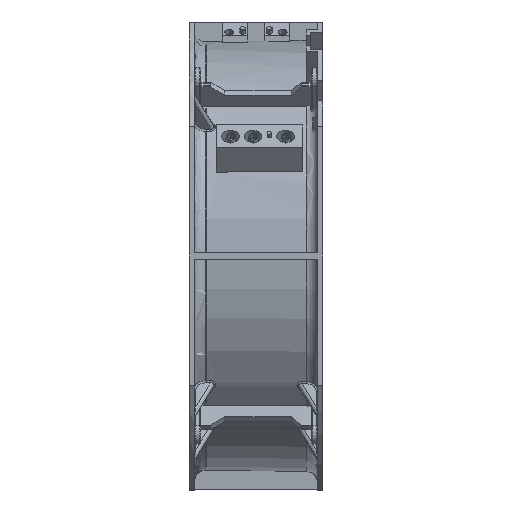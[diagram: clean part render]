
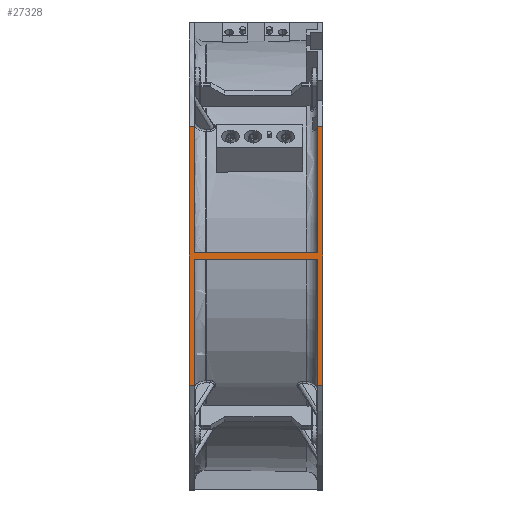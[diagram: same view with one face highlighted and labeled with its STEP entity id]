
A CAD part, left-side view. The second image highlights one B-rep face of the part: STEP entity #27328.
In plain terms, the highlighted planar face has unit normal (-1, 0, 0).
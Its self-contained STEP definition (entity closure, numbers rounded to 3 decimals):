
#392 = EDGE_CURVE ( 'NONE', #21335, #24664, #31663, .T. ) ;
#1305 = VERTEX_POINT ( 'NONE', #21165 ) ;
#2227 = DIRECTION ( 'NONE',  ( 0., 0., 1. ) ) ;
#2648 = CARTESIAN_POINT ( 'NONE',  ( -184.777, -45.762, -2. ) ) ;
#3483 = CARTESIAN_POINT ( 'NONE',  ( -184.777, 31.238, -2. ) ) ;
#3728 = VECTOR ( 'NONE', #27918, 1000. ) ;
#4657 = EDGE_CURVE ( 'NONE', #33019, #19508, #42628, .T. ) ;
#5895 = CARTESIAN_POINT ( 'NONE',  ( -184.777, -42.762, -77.46 ) ) ;
#6016 = VECTOR ( 'NONE', #13514, 1000. ) ;
#6760 = ORIENTED_EDGE ( 'NONE', *, *, #46655, .T. ) ;
#8756 = VECTOR ( 'NONE', #26402, 1000. ) ;
#9710 = EDGE_CURVE ( 'NONE', #47104, #34874, #13668, .T. ) ;
#9736 = LINE ( 'NONE', #17139, #12980 ) ;
#10279 = DIRECTION ( 'NONE',  ( 0., 0., 1. ) ) ;
#12604 = DIRECTION ( 'NONE',  ( 0., 0., 1. ) ) ;
#12629 = EDGE_CURVE ( 'NONE', #34615, #36281, #38305, .T. ) ;
#12764 = ORIENTED_EDGE ( 'NONE', *, *, #9710, .T. ) ;
#12980 = VECTOR ( 'NONE', #46382, 1000. ) ;
#13514 = DIRECTION ( 'NONE',  ( 0., -1., 0. ) ) ;
#13668 = LINE ( 'NONE', #31088, #43021 ) ;
#13895 = VECTOR ( 'NONE', #34984, 1000. ) ;
#14063 = CARTESIAN_POINT ( 'NONE',  ( -184.777, -45.762, -77.46 ) ) ;
#14200 = LINE ( 'NONE', #24091, #3728 ) ;
#15474 = EDGE_CURVE ( 'NONE', #34874, #24664, #14200, .T. ) ;
#16162 = AXIS2_PLACEMENT_3D ( 'NONE', #21936, #34717, #25952 ) ;
#16510 = CARTESIAN_POINT ( 'NONE',  ( -184.777, -45.762, 77.46 ) ) ;
#16581 = VERTEX_POINT ( 'NONE', #3483 ) ;
#16728 = VECTOR ( 'NONE', #36064, 1000. ) ;
#17010 = CARTESIAN_POINT ( 'NONE',  ( -184.777, -45.762, -77.46 ) ) ;
#17139 = CARTESIAN_POINT ( 'NONE',  ( -184.777, 31.238, -2. ) ) ;
#17221 = ORIENTED_EDGE ( 'NONE', *, *, #12629, .F. ) ;
#17902 = VECTOR ( 'NONE', #10279, 1000. ) ;
#18413 = LINE ( 'NONE', #44312, #35410 ) ;
#19054 = VECTOR ( 'NONE', #46917, 1000. ) ;
#19508 = VERTEX_POINT ( 'NONE', #27112 ) ;
#20004 = EDGE_CURVE ( 'NONE', #21335, #21928, #42725, .T. ) ;
#20044 = ORIENTED_EDGE ( 'NONE', *, *, #20004, .T. ) ;
#21165 = CARTESIAN_POINT ( 'NONE',  ( -184.777, -42.762, 2. ) ) ;
#21335 = VERTEX_POINT ( 'NONE', #42566 ) ;
#21928 = VERTEX_POINT ( 'NONE', #48586 ) ;
#21936 = CARTESIAN_POINT ( 'NONE',  ( -184.777, -45.762, -77.46 ) ) ;
#22828 = ORIENTED_EDGE ( 'NONE', *, *, #15474, .T. ) ;
#23230 = EDGE_LOOP ( 'NONE', ( #22828, #43553, #20044, #23581, #6760, #17221, #52010, #51071, #26461, #34071, #28407, #12764 ) ) ;
#23581 = ORIENTED_EDGE ( 'NONE', *, *, #49301, .F. ) ;
#24091 = CARTESIAN_POINT ( 'NONE',  ( -184.777, -45.762, 77.46 ) ) ;
#24664 = VERTEX_POINT ( 'NONE', #32736 ) ;
#25223 = LINE ( 'NONE', #2648, #16728 ) ;
#25952 = DIRECTION ( 'NONE',  ( 0., 0., 1. ) ) ;
#26402 = DIRECTION ( 'NONE',  ( 0., -1., 0. ) ) ;
#26461 = ORIENTED_EDGE ( 'NONE', *, *, #4657, .T. ) ;
#27112 = CARTESIAN_POINT ( 'NONE',  ( -184.777, -42.762, 77.46 ) ) ;
#27328 = ADVANCED_FACE ( 'NONE', ( #45780 ), #29975, .T. ) ;
#27918 = DIRECTION ( 'NONE',  ( 0., 1., 0. ) ) ;
#28407 = ORIENTED_EDGE ( 'NONE', *, *, #33440, .T. ) ;
#29975 = PLANE ( 'NONE',  #16162 ) ;
#30617 = CARTESIAN_POINT ( 'NONE',  ( -184.777, -45.762, -77.46 ) ) ;
#30673 = LINE ( 'NONE', #17010, #48965 ) ;
#30930 = CARTESIAN_POINT ( 'NONE',  ( -184.777, 31.238, 77.46 ) ) ;
#31088 = CARTESIAN_POINT ( 'NONE',  ( -184.777, 31.238, -77.46 ) ) ;
#31663 = LINE ( 'NONE', #52418, #17902 ) ;
#32736 = CARTESIAN_POINT ( 'NONE',  ( -184.777, 34.238, 77.46 ) ) ;
#33019 = VERTEX_POINT ( 'NONE', #16510 ) ;
#33440 = EDGE_CURVE ( 'NONE', #1305, #47104, #47842, .T. ) ;
#33764 = VECTOR ( 'NONE', #12604, 1000. ) ;
#33845 = EDGE_CURVE ( 'NONE', #19508, #1305, #18413, .T. ) ;
#34071 = ORIENTED_EDGE ( 'NONE', *, *, #33845, .T. ) ;
#34308 = CARTESIAN_POINT ( 'NONE',  ( -184.777, -45.762, 2. ) ) ;
#34615 = VERTEX_POINT ( 'NONE', #5895 ) ;
#34717 = DIRECTION ( 'NONE',  ( -1., 0., 0. ) ) ;
#34745 = CARTESIAN_POINT ( 'NONE',  ( -184.777, 31.238, 2. ) ) ;
#34874 = VERTEX_POINT ( 'NONE', #30930 ) ;
#34984 = DIRECTION ( 'NONE',  ( 0., 1., 0. ) ) ;
#35370 = LINE ( 'NONE', #14063, #6016 ) ;
#35410 = VECTOR ( 'NONE', #40836, 1000. ) ;
#36064 = DIRECTION ( 'NONE',  ( 0., -1., 0. ) ) ;
#36281 = VERTEX_POINT ( 'NONE', #53787 ) ;
#36968 = EDGE_CURVE ( 'NONE', #34615, #47349, #35370, .T. ) ;
#38305 = LINE ( 'NONE', #40150, #33764 ) ;
#39689 = CARTESIAN_POINT ( 'NONE',  ( -184.777, -45.762, 77.46 ) ) ;
#40150 = CARTESIAN_POINT ( 'NONE',  ( -184.777, -42.762, -140. ) ) ;
#40836 = DIRECTION ( 'NONE',  ( 0., 0., -1. ) ) ;
#41730 = EDGE_CURVE ( 'NONE', #47349, #33019, #30673, .T. ) ;
#42566 = CARTESIAN_POINT ( 'NONE',  ( -184.777, 34.238, -77.46 ) ) ;
#42628 = LINE ( 'NONE', #39689, #13895 ) ;
#42725 = LINE ( 'NONE', #30617, #8756 ) ;
#43021 = VECTOR ( 'NONE', #2227, 1000. ) ;
#43553 = ORIENTED_EDGE ( 'NONE', *, *, #392, .F. ) ;
#44312 = CARTESIAN_POINT ( 'NONE',  ( -184.777, -42.762, -77.46 ) ) ;
#45780 = FACE_OUTER_BOUND ( 'NONE', #23230, .T. ) ;
#46237 = DIRECTION ( 'NONE',  ( 0., 0., 1. ) ) ;
#46382 = DIRECTION ( 'NONE',  ( 0., 0., -1. ) ) ;
#46655 = EDGE_CURVE ( 'NONE', #16581, #36281, #25223, .T. ) ;
#46917 = DIRECTION ( 'NONE',  ( 0., 1., 0. ) ) ;
#47104 = VERTEX_POINT ( 'NONE', #34745 ) ;
#47349 = VERTEX_POINT ( 'NONE', #49155 ) ;
#47842 = LINE ( 'NONE', #34308, #19054 ) ;
#48586 = CARTESIAN_POINT ( 'NONE',  ( -184.777, 31.238, -77.46 ) ) ;
#48965 = VECTOR ( 'NONE', #46237, 1000. ) ;
#49155 = CARTESIAN_POINT ( 'NONE',  ( -184.777, -45.762, -77.46 ) ) ;
#49301 = EDGE_CURVE ( 'NONE', #16581, #21928, #9736, .T. ) ;
#51071 = ORIENTED_EDGE ( 'NONE', *, *, #41730, .T. ) ;
#52010 = ORIENTED_EDGE ( 'NONE', *, *, #36968, .T. ) ;
#52418 = CARTESIAN_POINT ( 'NONE',  ( -184.777, 34.238, -140. ) ) ;
#53787 = CARTESIAN_POINT ( 'NONE',  ( -184.777, -42.762, -2. ) ) ;
